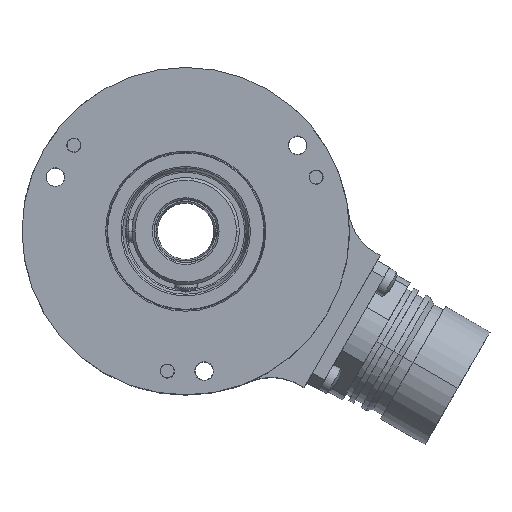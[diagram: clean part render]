
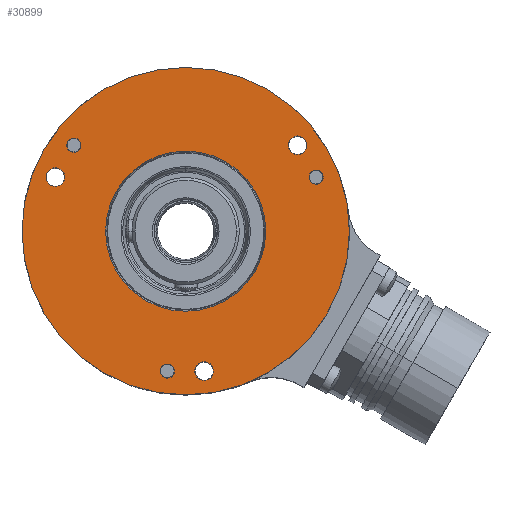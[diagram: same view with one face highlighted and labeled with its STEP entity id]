
A CAD part, top view. The second image highlights one B-rep face of the part: STEP entity #30899.
In plain terms, the highlighted planar face has unit normal (0, 0, 1).
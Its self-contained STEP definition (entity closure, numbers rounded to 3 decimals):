
#9477=CARTESIAN_POINT('',(0.,0.,18.));
#9478=DIRECTION('',(0.,0.,1.));
#9479=DIRECTION('',(1.,0.,0.));
#9480=AXIS2_PLACEMENT_3D('',#9477,#9478,#9479);
#9482=CARTESIAN_POINT('',(0.,0.,18.));
#9483=DIRECTION('',(0.,0.,1.));
#9484=DIRECTION('',(-1.,0.,0.));
#9485=AXIS2_PLACEMENT_3D('',#9482,#9483,#9484);
#9487=CARTESIAN_POINT('',(-19.834,15.219,18.));
#9488=DIRECTION('',(0.,0.,-1.));
#9489=DIRECTION('',(-0.793,0.609,0.));
#9490=AXIS2_PLACEMENT_3D('',#9487,#9488,#9489);
#9492=CARTESIAN_POINT('',(-19.834,15.219,18.));
#9493=DIRECTION('',(0.,0.,-1.));
#9494=DIRECTION('',(0.793,-0.609,0.));
#9495=AXIS2_PLACEMENT_3D('',#9492,#9493,#9494);
#9497=CARTESIAN_POINT('',(-3.263,-24.786,18.));
#9498=DIRECTION('',(0.,0.,-1.));
#9499=DIRECTION('',(-0.131,-0.991,0.));
#9500=AXIS2_PLACEMENT_3D('',#9497,#9498,#9499);
#9502=CARTESIAN_POINT('',(-3.263,-24.786,18.));
#9503=DIRECTION('',(0.,0.,-1.));
#9504=DIRECTION('',(0.131,0.991,0.));
#9505=AXIS2_PLACEMENT_3D('',#9502,#9503,#9504);
#9507=CARTESIAN_POINT('',(23.097,9.567,18.));
#9508=DIRECTION('',(0.,0.,-1.));
#9509=DIRECTION('',(0.924,0.383,0.));
#9510=AXIS2_PLACEMENT_3D('',#9507,#9508,#9509);
#9512=CARTESIAN_POINT('',(23.097,9.567,18.));
#9513=DIRECTION('',(0.,0.,-1.));
#9514=DIRECTION('',(-0.924,-0.383,0.));
#9515=AXIS2_PLACEMENT_3D('',#9512,#9513,#9514);
#9517=CARTESIAN_POINT('',(3.263,-24.786,18.));
#9518=DIRECTION('',(0.,0.,1.));
#9519=DIRECTION('',(0.,-1.,0.));
#9520=AXIS2_PLACEMENT_3D('',#9517,#9518,#9519);
#9522=CARTESIAN_POINT('',(3.263,-24.786,18.));
#9523=DIRECTION('',(0.,0.,1.));
#9524=DIRECTION('',(0.,1.,0.));
#9525=AXIS2_PLACEMENT_3D('',#9522,#9523,#9524);
#9527=CARTESIAN_POINT('',(19.834,15.219,18.));
#9528=DIRECTION('',(0.,0.,1.));
#9529=DIRECTION('',(0.,-1.,0.));
#9530=AXIS2_PLACEMENT_3D('',#9527,#9528,#9529);
#9532=CARTESIAN_POINT('',(19.834,15.219,18.));
#9533=DIRECTION('',(0.,0.,1.));
#9534=DIRECTION('',(0.,1.,0.));
#9535=AXIS2_PLACEMENT_3D('',#9532,#9533,#9534);
#9537=CARTESIAN_POINT('',(-23.097,9.567,18.));
#9538=DIRECTION('',(0.,0.,1.));
#9539=DIRECTION('',(0.,-1.,0.));
#9540=AXIS2_PLACEMENT_3D('',#9537,#9538,#9539);
#9542=CARTESIAN_POINT('',(-23.097,9.567,18.));
#9543=DIRECTION('',(0.,0.,1.));
#9544=DIRECTION('',(0.,1.,0.));
#9545=AXIS2_PLACEMENT_3D('',#9542,#9543,#9544);
#9547=CARTESIAN_POINT('',(0.,0.,18.));
#9548=DIRECTION('',(0.,0.,-1.));
#9549=DIRECTION('',(-1.,0.,0.));
#9550=AXIS2_PLACEMENT_3D('',#9547,#9548,#9549);
#9565=CARTESIAN_POINT('',(0.,0.,18.));
#9566=DIRECTION('',(0.,0.,-1.));
#9567=DIRECTION('',(1.,0.,0.));
#9568=AXIS2_PLACEMENT_3D('',#9565,#9566,#9567);
#16291=CARTESIAN_POINT('',(29.,0.,18.));
#16292=CARTESIAN_POINT('',(-29.,0.,18.));
#16293=VERTEX_POINT('',#16291);
#16294=VERTEX_POINT('',#16292);
#16375=CARTESIAN_POINT('',(-20.826,15.98,18.));
#16376=CARTESIAN_POINT('',(-18.842,14.458,18.));
#16377=VERTEX_POINT('',#16375);
#16378=VERTEX_POINT('',#16376);
#16379=CARTESIAN_POINT('',(-3.426,-26.025,18.));
#16380=CARTESIAN_POINT('',(-3.1,-23.547,18.));
#16381=VERTEX_POINT('',#16379);
#16382=VERTEX_POINT('',#16380);
#16383=CARTESIAN_POINT('',(24.252,10.045,18.));
#16384=CARTESIAN_POINT('',(21.942,9.089,18.));
#16385=VERTEX_POINT('',#16383);
#16386=VERTEX_POINT('',#16384);
#16485=CARTESIAN_POINT('',(14.188,0.,18.));
#16486=CARTESIAN_POINT('',(-14.188,0.,18.));
#16487=VERTEX_POINT('',#16485);
#16488=VERTEX_POINT('',#16486);
#16684=CARTESIAN_POINT('',(3.263,-26.436,18.));
#16685=CARTESIAN_POINT('',(3.263,-23.136,18.));
#16686=VERTEX_POINT('',#16684);
#16687=VERTEX_POINT('',#16685);
#16692=CARTESIAN_POINT('',(19.834,13.569,18.));
#16693=CARTESIAN_POINT('',(19.834,16.869,18.));
#16694=VERTEX_POINT('',#16692);
#16695=VERTEX_POINT('',#16693);
#16700=CARTESIAN_POINT('',(-23.097,7.917,18.));
#16701=CARTESIAN_POINT('',(-23.097,11.217,18.));
#16702=VERTEX_POINT('',#16700);
#16703=VERTEX_POINT('',#16701);
#30849=CARTESIAN_POINT('',(0.,0.,18.));
#30850=DIRECTION('',(0.,0.,1.));
#30851=DIRECTION('',(1.,0.,0.));
#30852=AXIS2_PLACEMENT_3D('',#30849,#30850,#30851);
#30853=PLANE('',#30852);
#30854=ORIENTED_EDGE('',*,*,#29728,.F.);
#30855=ORIENTED_EDGE('',*,*,#29683,.F.);
#30856=EDGE_LOOP('',(#30854,#30855));
#30857=FACE_OUTER_BOUND('',#30856,.F.);
#30859=ORIENTED_EDGE('',*,*,#30858,.F.);
#30861=ORIENTED_EDGE('',*,*,#30860,.F.);
#30862=EDGE_LOOP('',(#30859,#30861));
#30863=FACE_BOUND('',#30862,.F.);
#30865=ORIENTED_EDGE('',*,*,#30864,.F.);
#30867=ORIENTED_EDGE('',*,*,#30866,.F.);
#30868=EDGE_LOOP('',(#30865,#30867));
#30869=FACE_BOUND('',#30868,.F.);
#30871=ORIENTED_EDGE('',*,*,#30870,.F.);
#30873=ORIENTED_EDGE('',*,*,#30872,.F.);
#30874=EDGE_LOOP('',(#30871,#30873));
#30875=FACE_BOUND('',#30874,.F.);
#30877=ORIENTED_EDGE('',*,*,#30876,.F.);
#30879=ORIENTED_EDGE('',*,*,#30878,.F.);
#30880=EDGE_LOOP('',(#30877,#30879));
#30881=FACE_BOUND('',#30880,.F.);
#30882=ORIENTED_EDGE('',*,*,#30839,.T.);
#30884=ORIENTED_EDGE('',*,*,#30883,.T.);
#30885=EDGE_LOOP('',(#30882,#30884));
#30886=FACE_BOUND('',#30885,.F.);
#30888=ORIENTED_EDGE('',*,*,#30887,.T.);
#30890=ORIENTED_EDGE('',*,*,#30889,.T.);
#30891=EDGE_LOOP('',(#30888,#30890));
#30892=FACE_BOUND('',#30891,.F.);
#30894=ORIENTED_EDGE('',*,*,#30893,.T.);
#30896=ORIENTED_EDGE('',*,*,#30895,.T.);
#30897=EDGE_LOOP('',(#30894,#30896));
#30898=FACE_BOUND('',#30897,.F.);
#9481=CIRCLE('',#9480,29.);
#9486=CIRCLE('',#9485,29.);
#9491=CIRCLE('',#9490,1.25);
#9496=CIRCLE('',#9495,1.25);
#9501=CIRCLE('',#9500,1.25);
#9506=CIRCLE('',#9505,1.25);
#9511=CIRCLE('',#9510,1.25);
#9516=CIRCLE('',#9515,1.25);
#9521=CIRCLE('',#9520,1.65);
#9526=CIRCLE('',#9525,1.65);
#9531=CIRCLE('',#9530,1.65);
#9536=CIRCLE('',#9535,1.65);
#9541=CIRCLE('',#9540,1.65);
#9546=CIRCLE('',#9545,1.65);
#9551=CIRCLE('',#9550,14.188);
#9569=CIRCLE('',#9568,14.188);
#29683=EDGE_CURVE('',#16294,#16293,#9486,.T.);
#29728=EDGE_CURVE('',#16293,#16294,#9481,.T.);
#30839=EDGE_CURVE('',#16686,#16687,#9521,.T.);
#30858=EDGE_CURVE('',#16488,#16487,#9551,.T.);
#30860=EDGE_CURVE('',#16487,#16488,#9569,.T.);
#30864=EDGE_CURVE('',#16377,#16378,#9491,.T.);
#30866=EDGE_CURVE('',#16378,#16377,#9496,.T.);
#30870=EDGE_CURVE('',#16381,#16382,#9501,.T.);
#30872=EDGE_CURVE('',#16382,#16381,#9506,.T.);
#30876=EDGE_CURVE('',#16385,#16386,#9511,.T.);
#30878=EDGE_CURVE('',#16386,#16385,#9516,.T.);
#30883=EDGE_CURVE('',#16687,#16686,#9526,.T.);
#30887=EDGE_CURVE('',#16694,#16695,#9531,.T.);
#30889=EDGE_CURVE('',#16695,#16694,#9536,.T.);
#30893=EDGE_CURVE('',#16702,#16703,#9541,.T.);
#30895=EDGE_CURVE('',#16703,#16702,#9546,.T.);
#30899=ADVANCED_FACE('',(#30857,#30863,#30869,#30875,#30881,#30886,#30892,
#30898),#30853,.T.);
